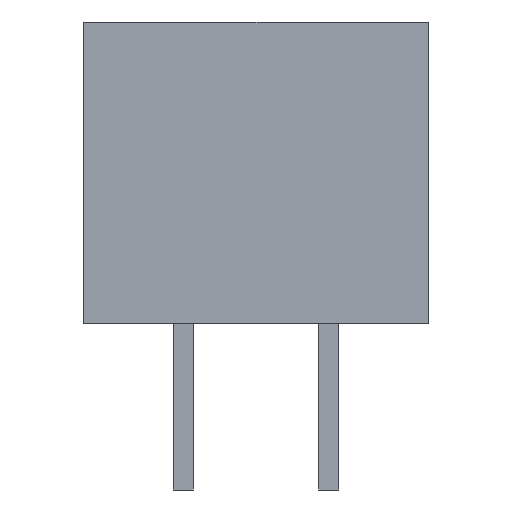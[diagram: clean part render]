
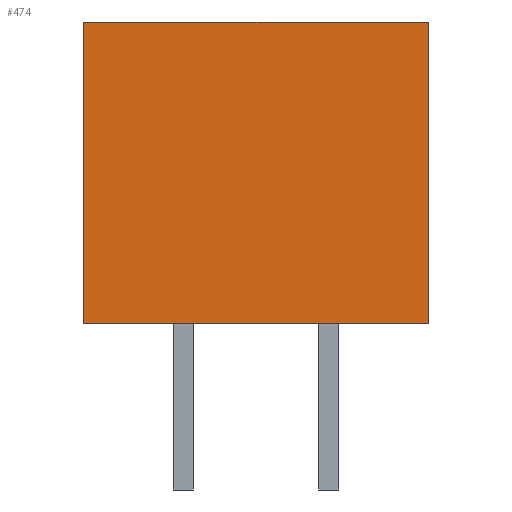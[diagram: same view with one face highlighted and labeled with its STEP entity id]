
A CAD part, left-side view. The second image highlights one B-rep face of the part: STEP entity #474.
In plain terms, the highlighted planar face has unit normal (-1, 0, 0).
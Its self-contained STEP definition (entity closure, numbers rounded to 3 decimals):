
#474=ADVANCED_FACE('',(#1070),#772,.T.);
#772=PLANE('',#5067);
#1070=FACE_OUTER_BOUND('',#1366,.T.);
#1366=EDGE_LOOP('',(#1675,#1676,#1677,#1678));
#1675=ORIENTED_EDGE('',*,*,#3273,.F.);
#1676=ORIENTED_EDGE('',*,*,#3274,.F.);
#1677=ORIENTED_EDGE('',*,*,#3275,.T.);
#1678=ORIENTED_EDGE('',*,*,#3276,.T.);
#2871=VERTEX_POINT('',#6583);
#2872=VERTEX_POINT('',#6584);
#2873=VERTEX_POINT('',#6586);
#2874=VERTEX_POINT('',#6588);
#3273=EDGE_CURVE('',#2871,#2872,#3873,.T.);
#3274=EDGE_CURVE('',#2873,#2871,#3874,.T.);
#3275=EDGE_CURVE('',#2873,#2874,#3875,.T.);
#3276=EDGE_CURVE('',#2874,#2872,#3876,.T.);
#3873=LINE('',#6582,#4473);
#3874=LINE('',#6585,#4474);
#3875=LINE('',#6587,#4475);
#3876=LINE('',#6589,#4476);
#4473=VECTOR('',#5380,1.);
#4474=VECTOR('',#5381,1.);
#4475=VECTOR('',#5382,1.);
#4476=VECTOR('',#5383,1.);
#5067=AXIS2_PLACEMENT_3D('',#6590,#5384,#5385);
#5380=DIRECTION('',(0.,0.,-1.));
#5381=DIRECTION('',(0.,-1.,0.));
#5382=DIRECTION('',(0.,0.,-1.));
#5383=DIRECTION('',(0.,-1.,0.));
#5384=DIRECTION('',(-1.,0.,0.));
#5385=DIRECTION('',(0.,0.,1.));
#6582=CARTESIAN_POINT('',(-12.81,-3.,5.25));
#6583=CARTESIAN_POINT('',(-12.81,-3.,5.25));
#6584=CARTESIAN_POINT('',(-12.81,-3.,0.));
#6585=CARTESIAN_POINT('',(-12.81,3.,5.25));
#6586=CARTESIAN_POINT('',(-12.81,3.,5.25));
#6587=CARTESIAN_POINT('',(-12.81,3.,5.25));
#6588=CARTESIAN_POINT('',(-12.81,3.,0.));
#6589=CARTESIAN_POINT('',(-12.81,3.,0.));
#6590=CARTESIAN_POINT('',(-12.81,3.,5.25));
